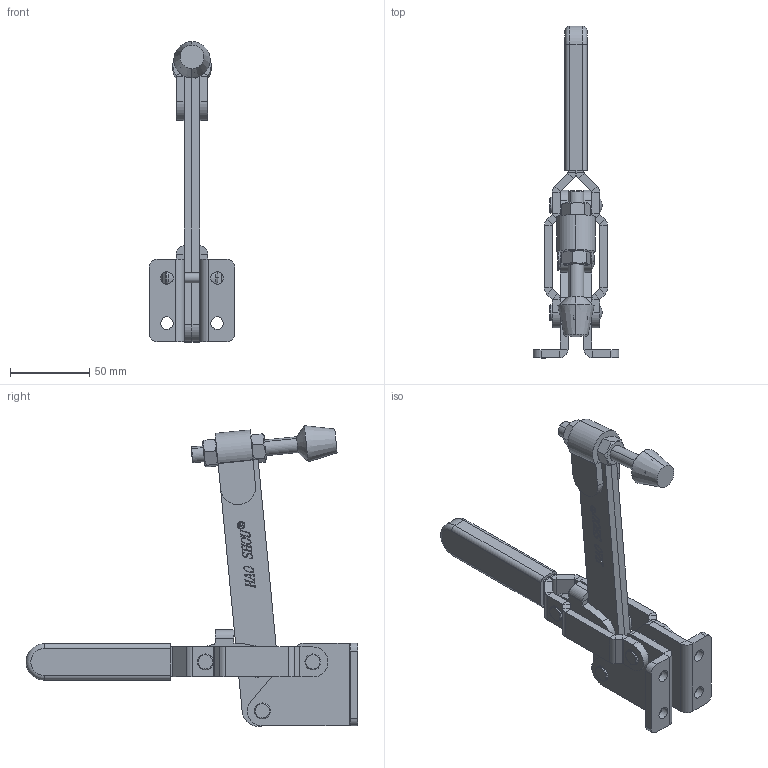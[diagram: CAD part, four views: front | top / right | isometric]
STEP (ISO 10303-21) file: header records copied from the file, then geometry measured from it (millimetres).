
FILE_DESCRIPTION (( 'STEP AP203' ), '1' );
FILE_NAME ('HS-12315.STEP', '2019-09-24T01:21:30', ( '微软用户' ), ( '微软中国' ), 'SwSTEP 2.0', 'SolidWorks 2012', '' );
FILE_SCHEMA (( 'CONFIG_CONTROL_DESIGN' ));
Length unit declared in the file: millimetre
Products named in the file (15): HS-12315; hex nuts, style 1-grades ab gb_GB_FASTENER_NUT_SNAB1 M10-N; hexagon head bolts-full thread gb_GB_FASTENER_BOLT_STBAB A M10X80-C; 揤輸; 忒參杶; 酗种; 傻种; 眻忒梟蚾饜极; 眻忒梟; 蟀裝酘; 蟀裝衵; 羲諳揤參; 標; 楊擘菁釱酘; 楊擘菁釱衵
Assembly tree (19 placements, depth 3):
  HS-12315
    楊擘菁釱衵
    楊擘菁釱酘
    標
    羲諳揤參  x2
    蟀裝衵
    蟀裝酘
    眻忒梟蚾饜极
      眻忒梟  x2
    傻种  x2
    酗种  x2
    忒參杶
    揤輸
    hexagon head bolts-full thread gb_GB_FASTENER_BOLT_STBAB A M10X80-C
    hex nuts, style 1-grades ab gb_GB_FASTENER_NUT_SNAB1 M10-N  x2
Bounding box: 54 x 210 x 190.22 mm (x, y, z)
Volume: 165210 mm3; surface area: 91492.3 mm2
Topology: 18 solids, 18 shells, 1095 faces, 2835 edges, 1830 vertices
Faces by surface type: plane 616, bspline 276, cylinder 155, cone 30, torus 10, sphere 8
Entity records: 27596 total; most frequent: CARTESIAN_POINT 11149, ORIENTED_EDGE 3254, DIRECTION 2641, EDGE_CURVE 1627, VERTEX_POINT 1044, LINE 1041, VECTOR 1041, AXIS2_PLACEMENT_3D 800
